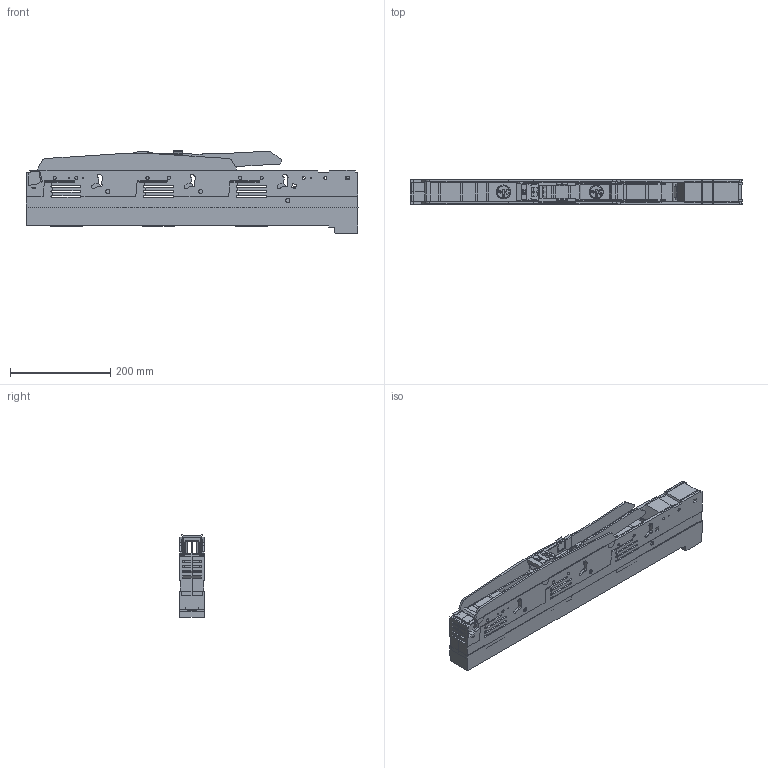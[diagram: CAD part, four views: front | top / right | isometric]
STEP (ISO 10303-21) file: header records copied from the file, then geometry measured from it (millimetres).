
FILE_DESCRIPTION((''),'2;1');
FILE_NAME('ASM0094_ASM','2021-04-15T',('marketing.praksa'),('Audax d.o.o.'),'CREO PARAMETRIC BY PTC INC, 2017480','CREO PARAMETRIC BY PTC INC, 2017480','');
FILE_SCHEMA(('AUTOMOTIVE_DESIGN { 1 0 10303 214 1 1 1 1 }'));
Products named in the file (23): 33957_98_TRAEGERTEIL_SL00_185_2; 153252_L_ANSCHLUSSSCHIENE_L1__2; 153253_L_ANSCHLUSSSCHIENE_L2__1; 153254_L_ANSCHLUSSSCHIENE_L3__2; 65716_SECHSKANTSCHRAUBE_MIT_R_2; 158504_02_L_SAMMELSCHIENENKON_2; 158504_03_L_SAMMELSCHIENENKON_2; 804682_L_NH_LEISTENUNTERTEIL__2_ASM; 33950_L03_FUEHRUNG_1_1; 33978_L03_VERBINDUNGSSTANGE_1_1; 33954_98_VERRIEGELUNG_ABGESPE_2; 33979_L03_GRIFF_1_1; 33960_L03_ANSCHLUSSRAUMKLAPPE_2; 33941_L03_LEISTENDECKEL_SL00__2; PRT0121_1_1_2_1; PRT0121_1_1_2_2; PRT0121_1_1_2_3; PRT0121_1_1_2_ASM; 33959_98_SEITENWAND_LINKS_ABG_2; 804684_L04_LEISTENOBERTEIL_KP_1_ASM; WHITE-BASE-RIGHT_1_1; WL-LOGO; ASM0094_ASM
Assembly tree (29 placements, depth 4):
  ASM0094_ASM
    804682_L_NH_LEISTENUNTERTEIL__2_ASM
      33957_98_TRAEGERTEIL_SL00_185_2
      153252_L_ANSCHLUSSSCHIENE_L1__2
      153253_L_ANSCHLUSSSCHIENE_L2__1
      153254_L_ANSCHLUSSSCHIENE_L3__2
      65716_SECHSKANTSCHRAUBE_MIT_R_2  x3
      158504_02_L_SAMMELSCHIENENKON_2  x2
      158504_03_L_SAMMELSCHIENENKON_2
    804684_L04_LEISTENOBERTEIL_KP_1_ASM
      33950_L03_FUEHRUNG_1_1
      33978_L03_VERBINDUNGSSTANGE_1_1  x2
      33954_98_VERRIEGELUNG_ABGESPE_2  x2
      33979_L03_GRIFF_1_1
      33960_L03_ANSCHLUSSRAUMKLAPPE_2
      33941_L03_LEISTENDECKEL_SL00__2  x3
      PRT0121_1_1_2_ASM
        PRT0121_1_1_2_1
        PRT0121_1_1_2_2
        PRT0121_1_1_2_3
      33959_98_SEITENWAND_LINKS_ABG_2
    WHITE-BASE-RIGHT_1_1
    WL-LOGO
Bounding box: 662.32 x 49.6 x 164.68 mm (x, y, z)
Volume: 1919505 mm3; surface area: 644853.2 mm2
Topology: 26 solids, 26 shells, 1905 faces, 5432 edges, 3565 vertices
Faces by surface type: plane 1226, cylinder 525, cone 82, bspline 34, sphere 28, torus 8, extrusion 2
Entity records: 71000 total; most frequent: CARTESIAN_POINT 13150, ORIENTED_EDGE 9140, DIRECTION 8416, PRESENTATION_STYLE_ASSIGNMENT 4633, STYLED_ITEM 4633, CURVE_STYLE 4570, EDGE_CURVE 4570, VECTOR 3308
